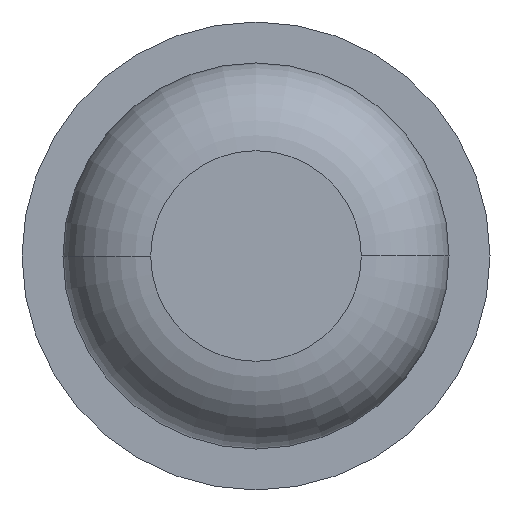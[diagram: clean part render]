
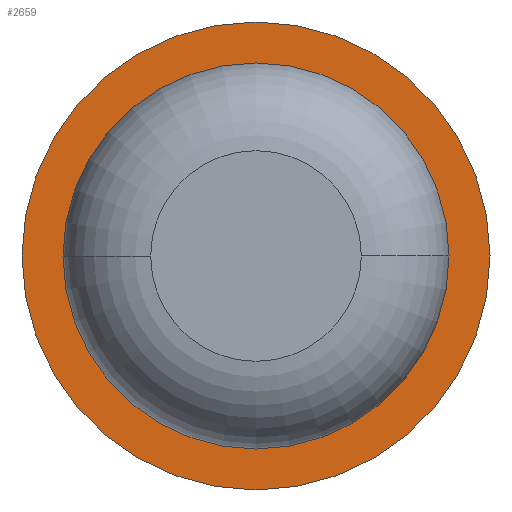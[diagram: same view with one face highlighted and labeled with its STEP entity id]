
A CAD part, front view. The second image highlights one B-rep face of the part: STEP entity #2659.
In plain terms, the highlighted planar face has unit normal (0, -1, 0).
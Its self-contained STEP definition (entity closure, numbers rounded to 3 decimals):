
#19 = ORIENTED_EDGE ( 'NONE', *, *, #285, .T. ) ;
#128 = DIRECTION ( 'NONE',  ( -1., 0., 0. ) ) ;
#139 = DIRECTION ( 'NONE',  ( 0., 1., 0. ) ) ;
#285 = EDGE_CURVE ( 'Defeature ausgef�hrt1_7+Defeature ausgef�hrt1_0+Defeature ausgef�hrt1_0+Defeature ausgef�hrt1_0', #4655, #2023, #4379, .T. ) ;
#420 = FACE_OUTER_BOUND ( 'NONE', #3467, .T. ) ;
#658 = DIRECTION ( 'NONE',  ( -1., 0., 0. ) ) ;
#795 = DIRECTION ( 'NONE',  ( -1., 0., 0. ) ) ;
#849 = DIRECTION ( 'NONE',  ( 0., 1., 0. ) ) ;
#863 = CARTESIAN_POINT ( 'NONE',  ( 0.825, -6., 0. ) ) ;
#907 = CARTESIAN_POINT ( 'NONE',  ( 0., -6., 0. ) ) ;
#1172 = AXIS2_PLACEMENT_3D ( 'NONE', #3190, #1254, #4287 ) ;
#1254 = DIRECTION ( 'NONE',  ( 0., 1., 0. ) ) ;
#1362 = AXIS2_PLACEMENT_3D ( 'NONE', #1535, #3795, #2671 ) ;
#1367 = EDGE_CURVE ( 'Defeature ausgef�hrt1_7+Defeature ausgef�hrt1_0+Defeature ausgef�hrt1_0+Defeature ausgef�hrt1_0', #2023, #4655, #1488, .T. ) ;
#1384 = CARTESIAN_POINT ( 'NONE',  ( 0., -6., 0. ) ) ;
#1479 = ORIENTED_EDGE ( 'NONE', *, *, #3109, .F. ) ;
#1488 = CIRCLE ( 'NONE', #1362, 0.825 ) ;
#1535 = CARTESIAN_POINT ( 'NONE',  ( 0., -6., 0. ) ) ;
#1578 = ORIENTED_EDGE ( 'NONE', *, *, #3113, .F. ) ;
#1646 = CARTESIAN_POINT ( 'NONE',  ( 0.825, -6., 0. ) ) ;
#1666 = AXIS2_PLACEMENT_3D ( 'NONE', #863, #849, #795 ) ;
#1670 = CIRCLE ( 'NONE', #1172, 1. ) ;
#1894 = AXIS2_PLACEMENT_3D ( 'NONE', #1384, #4425, #658 ) ;
#2023 = VERTEX_POINT ( 'NONE', #1646 ) ;
#2659 = ADVANCED_FACE ( 'Defeature ausgef�hrt1_7', ( #420, #3155 ), #3496, .F. ) ;
#2671 = DIRECTION ( 'NONE',  ( -1., 0., 0. ) ) ;
#2737 = EDGE_LOOP ( 'NONE', ( #19, #3450 ) ) ;
#2951 = VERTEX_POINT ( 'NONE', #3352 ) ;
#3109 = EDGE_CURVE ( 'Defeature ausgef�hrt1_8+Defeature ausgef�hrt1_7+Defeature ausgef�hrt1_7+Defeature ausgef�hrt1_7', #4071, #2951, #1670, .T. ) ;
#3113 = EDGE_CURVE ( 'Defeature ausgef�hrt1_8+Defeature ausgef�hrt1_7+Defeature ausgef�hrt1_7+Defeature ausgef�hrt1_7', #2951, #4071, #3456, .T. ) ;
#3125 = AXIS2_PLACEMENT_3D ( 'NONE', #907, #139, #128 ) ;
#3155 = FACE_BOUND ( 'NONE', #2737, .T. ) ;
#3169 = CARTESIAN_POINT ( 'NONE',  ( -1., -6., 0. ) ) ;
#3190 = CARTESIAN_POINT ( 'NONE',  ( 0., -6., 0. ) ) ;
#3352 = CARTESIAN_POINT ( 'NONE',  ( 1., -6., 0. ) ) ;
#3450 = ORIENTED_EDGE ( 'NONE', *, *, #1367, .T. ) ;
#3456 = CIRCLE ( 'NONE', #3125, 1. ) ;
#3467 = EDGE_LOOP ( 'NONE', ( #1479, #1578 ) ) ;
#3496 = PLANE ( 'NONE',  #1666 ) ;
#3795 = DIRECTION ( 'NONE',  ( 0., 1., 0. ) ) ;
#4071 = VERTEX_POINT ( 'NONE', #3169 ) ;
#4287 = DIRECTION ( 'NONE',  ( -1., 0., 0. ) ) ;
#4364 = CARTESIAN_POINT ( 'NONE',  ( -0.825, -6., 0. ) ) ;
#4379 = CIRCLE ( 'NONE', #1894, 0.825 ) ;
#4425 = DIRECTION ( 'NONE',  ( 0., 1., 0. ) ) ;
#4655 = VERTEX_POINT ( 'NONE', #4364 ) ;
